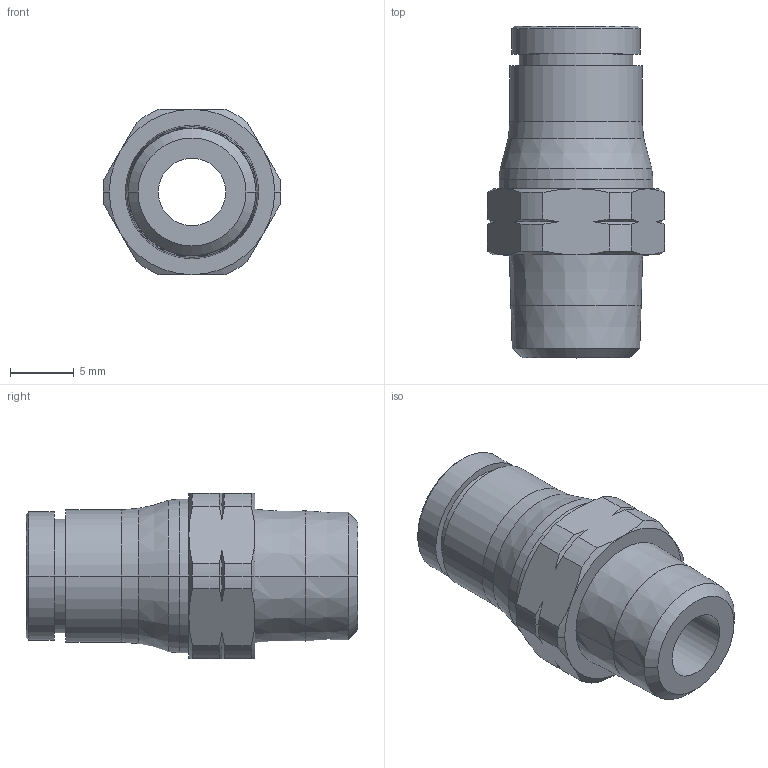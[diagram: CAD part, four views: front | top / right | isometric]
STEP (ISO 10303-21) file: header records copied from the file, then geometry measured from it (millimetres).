
FILE_DESCRIPTION(('STEP AP214'),'1');
FILE_NAME('3805_06_11.stp','2016-07-07T14:26:58',('TraceParts'),('TraceParts S.A.'),'Spatial InterOp 3D',' ',' ');
FILE_SCHEMA(('automotive_design'));
Length unit declared in the file: millimetre
Products named in the file (1): 1
Bounding box: 14 x 26.1 x 13 mm (x, y, z)
Volume: 1860 mm3; surface area: 1652.6 mm2
Topology: 1 solids, 1 shells, 91 faces, 211 edges, 129 vertices
Faces by surface type: cone 46, cylinder 30, plane 15
Entity records: 2604 total; most frequent: CARTESIAN_POINT 576, DIRECTION 447, ORIENTED_EDGE 422, EDGE_CURVE 211, AXIS2_PLACEMENT_3D 192, VERTEX_POINT 129, EDGE_LOOP 100, CIRCLE 100
